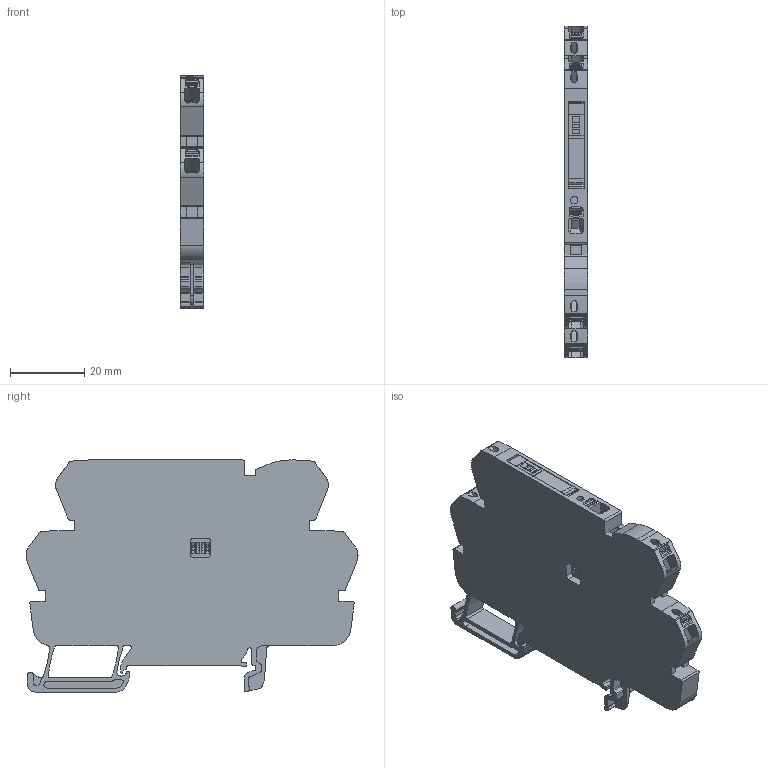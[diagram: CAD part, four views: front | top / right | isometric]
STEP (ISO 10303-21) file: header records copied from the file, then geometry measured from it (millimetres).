
FILE_DESCRIPTION(('CATIA V5 STEP Exchange','CAx-IF Rec.Pracs.--- Model Styling and Organization---1.5--- 2016-08-15','CAx-IF Rec.Pracs.---Supplemental Geometry---1.0---2011-11-01','CAx-IF Rec.Pracs.--- Composite Materials ---1.1---2010-07-15'),'2;1');
FILE_NAME ('D1636058_0', '2024-11-25T10:52:59+00:00', ('none'), ('Weidmueller'), 'CATIA Version 5-6 Release 2022 SP4 HF5', 'CATIA V5 STEP AP214 v3', 'none');
FILE_SCHEMA(('AUTOMOTIVE_DESIGN { 1 0 10303 214 1 1 1 1 }'));
Length unit declared in the file: millimetre
Products named in the file (1): S3D_PICOPAK_VI_2DO_E_P
Bounding box: 6.4 x 89.37 x 62.45 mm (x, y, z)
Volume: 25836.8 mm3; surface area: 13316 mm2
Topology: 2 solids, 2 shells, 564 faces, 1739 edges, 1204 vertices
Faces by surface type: plane 348, cylinder 194, extrusion 22
Entity records: 20522 total; most frequent: CARTESIAN_POINT 5317, ORIENTED_EDGE 3478, DIRECTION 2312, EDGE_CURVE 1739, VERTEX_POINT 1204, VECTOR 1135, LINE 1113, AXIS2_PLACEMENT_3D 742
